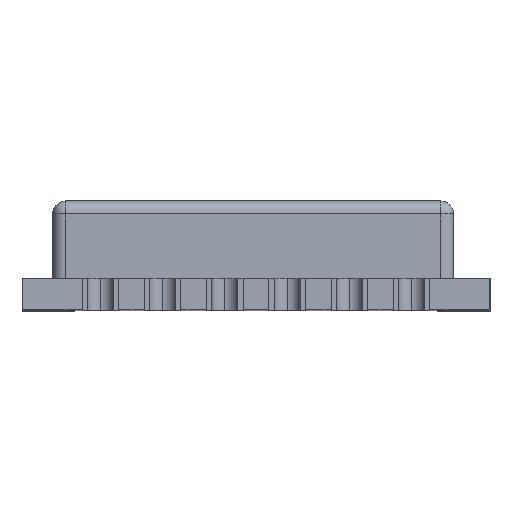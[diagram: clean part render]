
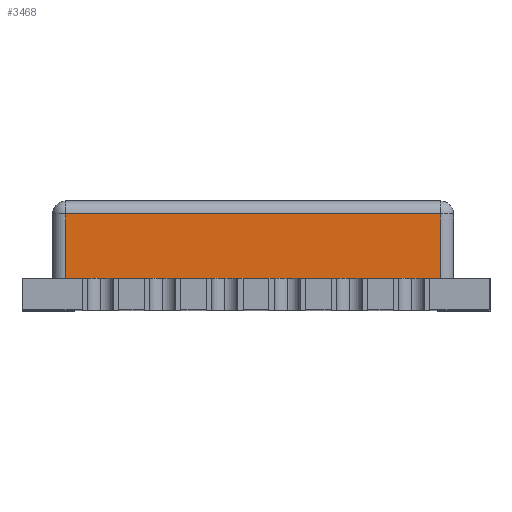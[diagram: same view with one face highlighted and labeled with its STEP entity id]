
A CAD part, top view. The second image highlights one B-rep face of the part: STEP entity #3468.
In plain terms, the highlighted planar face has unit normal (0, 0, 1).
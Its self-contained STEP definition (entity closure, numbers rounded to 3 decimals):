
#983 = EDGE_CURVE ( 'NONE', #7859, #2020, #11037, .T. ) ;
#1073 = VERTEX_POINT ( 'NONE', #3477 ) ;
#1415 = VECTOR ( 'NONE', #4596, 1000. ) ;
#2020 = VERTEX_POINT ( 'NONE', #8932 ) ;
#2391 = CARTESIAN_POINT ( 'NONE',  ( 3.56, 1.85, 5.05 ) ) ;
#2580 = VECTOR ( 'NONE', #7641, 1000. ) ;
#2773 = VECTOR ( 'NONE', #9035, 1000. ) ;
#3146 = ORIENTED_EDGE ( 'NONE', *, *, #8083, .T. ) ;
#3349 = LINE ( 'NONE', #3453, #7516 ) ;
#3407 = ORIENTED_EDGE ( 'NONE', *, *, #9322, .T. ) ;
#3453 = CARTESIAN_POINT ( 'NONE',  ( -3.67, 2.1, 5.05 ) ) ;
#3468 = ADVANCED_FACE ( 'NONE', ( #10356 ), #9448, .F. ) ;
#3477 = CARTESIAN_POINT ( 'NONE',  ( 3.56, 0.6, 5.05 ) ) ;
#3579 = CARTESIAN_POINT ( 'NONE',  ( -3.92, 2.1, 5.05 ) ) ;
#4016 = LINE ( 'NONE', #10673, #2773 ) ;
#4480 = CARTESIAN_POINT ( 'NONE',  ( -3.67, 0.6, 5.05 ) ) ;
#4596 = DIRECTION ( 'NONE',  ( 1., 0., 0. ) ) ;
#5376 = DIRECTION ( 'NONE',  ( 0., -1., 0. ) ) ;
#5790 = DIRECTION ( 'NONE',  ( -1., 0., 0. ) ) ;
#6122 = DIRECTION ( 'NONE',  ( 0., 0., -1. ) ) ;
#6751 = CARTESIAN_POINT ( 'NONE',  ( -3.92, 1.85, 5.05 ) ) ;
#7136 = AXIS2_PLACEMENT_3D ( 'NONE', #3579, #6122, #5790 ) ;
#7265 = EDGE_CURVE ( 'NONE', #1073, #7859, #4016, .T. ) ;
#7516 = VECTOR ( 'NONE', #5376, 1000. ) ;
#7641 = DIRECTION ( 'NONE',  ( -1., 0., 0. ) ) ;
#7718 = ORIENTED_EDGE ( 'NONE', *, *, #983, .T. ) ;
#7859 = VERTEX_POINT ( 'NONE', #2391 ) ;
#7977 = CARTESIAN_POINT ( 'NONE',  ( -3.92, 0.6, 5.05 ) ) ;
#8083 = EDGE_CURVE ( 'NONE', #10271, #1073, #9052, .T. ) ;
#8932 = CARTESIAN_POINT ( 'NONE',  ( -3.67, 1.85, 5.05 ) ) ;
#9035 = DIRECTION ( 'NONE',  ( 0., 1., 0. ) ) ;
#9052 = LINE ( 'NONE', #7977, #1415 ) ;
#9220 = EDGE_LOOP ( 'NONE', ( #3146, #9662, #7718, #3407 ) ) ;
#9322 = EDGE_CURVE ( 'NONE', #2020, #10271, #3349, .T. ) ;
#9448 = PLANE ( 'NONE',  #7136 ) ;
#9662 = ORIENTED_EDGE ( 'NONE', *, *, #7265, .T. ) ;
#10271 = VERTEX_POINT ( 'NONE', #4480 ) ;
#10356 = FACE_OUTER_BOUND ( 'NONE', #9220, .T. ) ;
#10673 = CARTESIAN_POINT ( 'NONE',  ( 3.56, 2.1, 5.05 ) ) ;
#11037 = LINE ( 'NONE', #6751, #2580 ) ;
